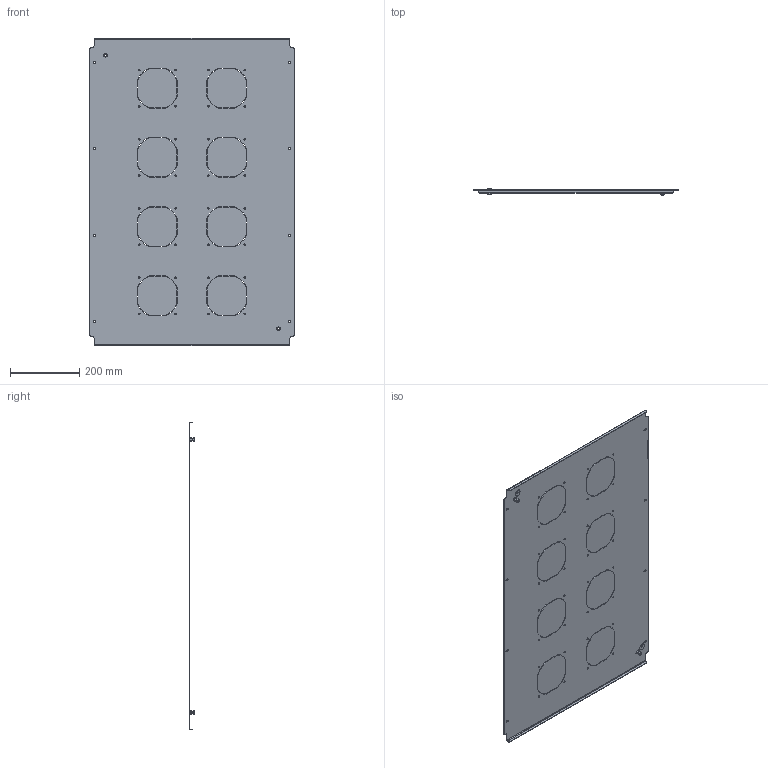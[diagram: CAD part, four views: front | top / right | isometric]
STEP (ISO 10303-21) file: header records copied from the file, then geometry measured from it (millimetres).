
FILE_DESCRIPTION (( 'STEP AP214' ), '1' );
FILE_NAME ('983.710.STEP', '2025-02-11T12:19:35', ( '' ), ( '' ), 'SwSTEP 2.0', 'SolidWorks 2021', '' );
FILE_SCHEMA (( 'AUTOMOTIVE_DESIGN' ));
Length unit declared in the file: millimetre
Products named in the file (4): Çíàê çàçåìëåíèÿ ô20ìì; 983.710 眈翴錪; Çàêëåïêà ðåçüáîâàÿ Ì6 øåñòèãðàííàÿ ñ óìåíüøåííûì áîðòîì; 983.710
Assembly tree (5 placements, depth 2):
  983.710
    983.710 眈翴錪
    Çíàê çàçåìëåíèÿ ô20ìì  x2
    Çàêëåïêà ðåçüáîâàÿ Ì6 øåñòèãðàííàÿ ñ óìåíüøåííûì áîðòîì  x2
Bounding box: 590 x 16 x 890 mm (x, y, z)
Volume: 791674.9 mm3; surface area: 1071194.2 mm2
Topology: 5 solids, 5 shells, 514 faces, 1444 edges, 952 vertices
Faces by surface type: plane 322, cylinder 180, cone 12
Entity records: 15721 total; most frequent: CARTESIAN_POINT 2766, ORIENTED_EDGE 2640, DIRECTION 2594, EDGE_CURVE 1320, VECTOR 970, LINE 970, VERTEX_POINT 872, AXIS2_PLACEMENT_3D 812
